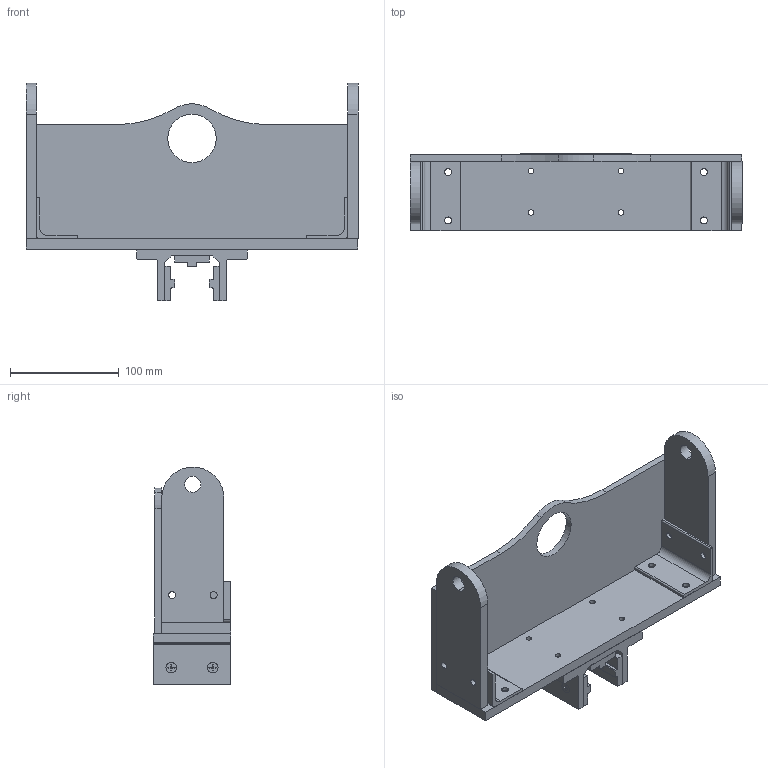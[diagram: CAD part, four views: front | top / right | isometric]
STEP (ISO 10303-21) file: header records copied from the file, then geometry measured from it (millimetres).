
FILE_DESCRIPTION (( 'STEP AP203' ), '1' );
FILE_NAME ('MainAnsys2.STEP', '2023-03-27T18:51:05', ( '' ), ( '' ), 'SwSTEP 2.0', 'SolidWorks 2022', '' );
FILE_SCHEMA (( 'CONFIG_CONTROL_DESIGN' ));
Length unit declared in the file: inch
Products named in the file (9): Piston Plate; 6825; Angle Iron_9017K481; MainAnsys2; 6825_p; Drop Plate; 3628_; Impact Plate; 6825_p2
Assembly tree (17 placements, depth 3):
  MainAnsys2
    6825
      3628_  x6
      6825_p2  x3
      6825_p
    Drop Plate
    Piston Plate  x2
    Angle Iron_9017K481  x2
    Impact Plate
Bounding box: 304.8 x 71.42 x 200.03 mm (x, y, z)
Volume: 712355.1 mm3; surface area: 231511.6 mm2
Topology: 16 solids, 16 shells, 368 faces, 970 edges, 636 vertices
Faces by surface type: plane 181, cylinder 155, cone 32
Entity records: 7087 total; most frequent: DIRECTION 1084, CARTESIAN_POINT 999, ORIENTED_EDGE 960, EDGE_CURVE 480, AXIS2_PLACEMENT_3D 400, VERTEX_POINT 315, VECTOR 284, LINE 284
